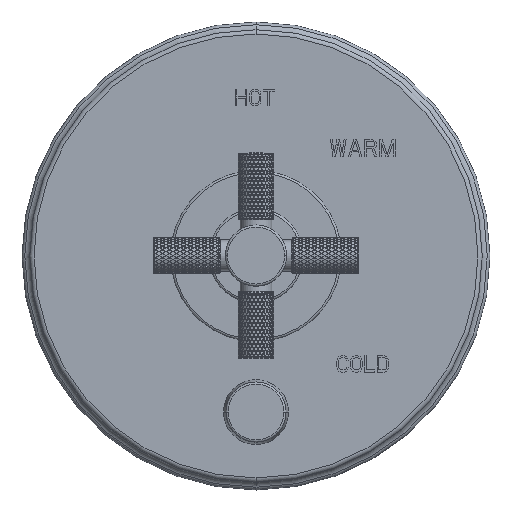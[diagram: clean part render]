
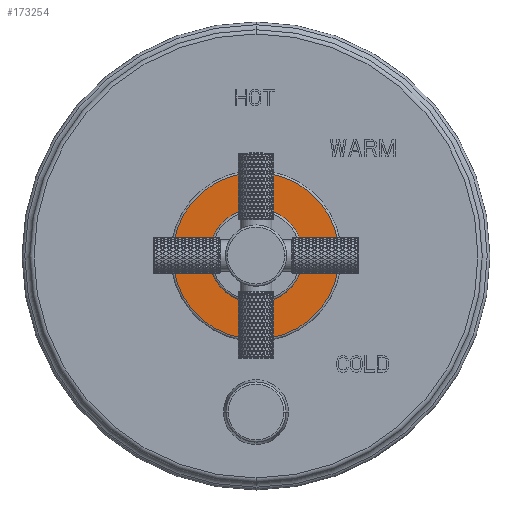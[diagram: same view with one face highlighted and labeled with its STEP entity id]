
A CAD part, top view. The second image highlights one B-rep face of the part: STEP entity #173254.
In plain terms, the highlighted planar face has unit normal (0, 0, 1).
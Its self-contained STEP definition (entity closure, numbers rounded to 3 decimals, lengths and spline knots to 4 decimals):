
#3297=CARTESIAN_POINT('',(0.,0.,0.688));
#3298=DIRECTION('',(0.,0.,1.));
#3299=DIRECTION('',(1.,0.,0.));
#3300=AXIS2_PLACEMENT_3D('',#3297,#3298,#3299);
#3302=CARTESIAN_POINT('',(0.,0.,0.688));
#3303=DIRECTION('',(0.,0.,1.));
#3304=DIRECTION('',(-1.,0.,0.));
#3305=AXIS2_PLACEMENT_3D('',#3302,#3303,#3304);
#3312=CARTESIAN_POINT('',(0.,0.,0.688));
#3313=DIRECTION('',(0.,0.,-1.));
#3314=DIRECTION('',(0.,-1.,0.));
#3315=AXIS2_PLACEMENT_3D('',#3312,#3313,#3314);
#3317=CARTESIAN_POINT('',(0.,0.,0.688));
#3318=DIRECTION('',(0.,0.,-1.));
#3319=DIRECTION('',(0.,1.,0.));
#3320=AXIS2_PLACEMENT_3D('',#3317,#3318,#3319);
#168340=CARTESIAN_POINT('',(1.1575,0.,0.688));
#168341=CARTESIAN_POINT('',(-1.1575,0.,0.688));
#168342=VERTEX_POINT('',#168340);
#168343=VERTEX_POINT('',#168341);
#168348=CARTESIAN_POINT('',(0.,-0.625,0.688));
#168349=CARTESIAN_POINT('',(0.,0.625,0.688));
#168350=VERTEX_POINT('',#168348);
#168351=VERTEX_POINT('',#168349);
#173238=CARTESIAN_POINT('',(0.,0.,0.688));
#173239=DIRECTION('',(0.,0.,-1.));
#173240=DIRECTION('',(1.,0.,0.));
#173241=AXIS2_PLACEMENT_3D('',#173238,#173239,#173240);
#173242=PLANE('',#173241);
#173244=ORIENTED_EDGE('',*,*,#173243,.F.);
#173245=ORIENTED_EDGE('',*,*,#173228,.F.);
#173246=EDGE_LOOP('',(#173244,#173245));
#173247=FACE_OUTER_BOUND('',#173246,.F.);
#173249=ORIENTED_EDGE('',*,*,#173248,.F.);
#173251=ORIENTED_EDGE('',*,*,#173250,.F.);
#173252=EDGE_LOOP('',(#173249,#173251));
#173253=FACE_BOUND('',#173252,.F.);
#173254=ADVANCED_FACE('',(#173247,#173253),#173242,.F.);
#3301=CIRCLE('',#3300,1.1575);
#3306=CIRCLE('',#3305,1.1575);
#3316=CIRCLE('',#3315,0.625);
#3321=CIRCLE('',#3320,0.625);
#173228=EDGE_CURVE('',#168343,#168342,#3306,.T.);
#173243=EDGE_CURVE('',#168342,#168343,#3301,.T.);
#173248=EDGE_CURVE('',#168350,#168351,#3316,.T.);
#173250=EDGE_CURVE('',#168351,#168350,#3321,.T.);
